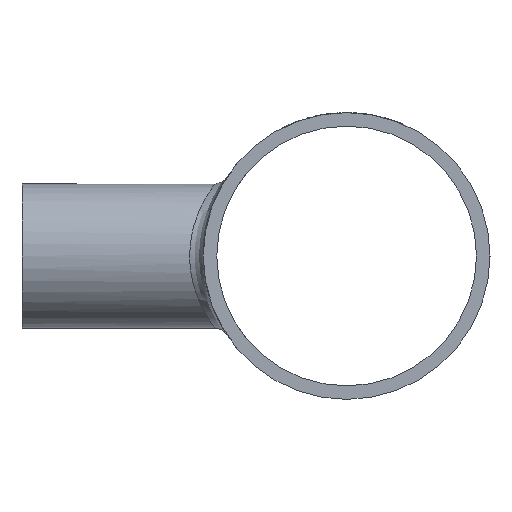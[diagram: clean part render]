
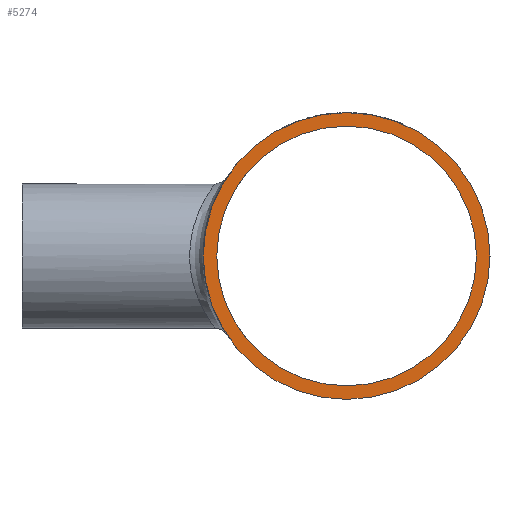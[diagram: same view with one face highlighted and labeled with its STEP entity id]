
A CAD part, left-side view. The second image highlights one B-rep face of the part: STEP entity #5274.
In plain terms, the highlighted planar face has unit normal (-1, 0, 0).
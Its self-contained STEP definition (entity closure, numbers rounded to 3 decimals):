
#156 = VERTEX_POINT ( 'NONE', #1467 ) ;
#336 = CARTESIAN_POINT ( 'NONE',  ( -48., 0., 0. ) ) ;
#1467 = CARTESIAN_POINT ( 'NONE',  ( -48., 0., 21.2 ) ) ;
#1512 = CARTESIAN_POINT ( 'NONE',  ( -48., 0., 0. ) ) ;
#2549 = DIRECTION ( 'NONE',  ( 0., 0., 1. ) ) ;
#2687 = ORIENTED_EDGE ( 'NONE', *, *, #3388, .F. ) ;
#3229 = EDGE_LOOP ( 'NONE', ( #10719 ) ) ;
#3388 = EDGE_CURVE ( 'NONE', #5835, #5835, #7345, .T. ) ;
#4584 = DIRECTION ( 'NONE',  ( -1., 0., 0. ) ) ;
#4803 = EDGE_CURVE ( 'NONE', #156, #156, #13643, .T. ) ;
#5021 = AXIS2_PLACEMENT_3D ( 'NONE', #11788, #7420, #8478 ) ;
#5207 = EDGE_LOOP ( 'NONE', ( #2687 ) ) ;
#5274 = ADVANCED_FACE ( 'NONE', ( #12965, #10125 ), #5335, .T. ) ;
#5335 = PLANE ( 'NONE',  #5021 ) ;
#5835 = VERTEX_POINT ( 'NONE', #10908 ) ;
#7345 = CIRCLE ( 'NONE', #11349, 19.2 ) ;
#7420 = DIRECTION ( 'NONE',  ( -1., 0., 0. ) ) ;
#8478 = DIRECTION ( 'NONE',  ( 0., 0., 1. ) ) ;
#9991 = DIRECTION ( 'NONE',  ( 0., 0., 1. ) ) ;
#10125 = FACE_OUTER_BOUND ( 'NONE', #3229, .T. ) ;
#10719 = ORIENTED_EDGE ( 'NONE', *, *, #4803, .T. ) ;
#10908 = CARTESIAN_POINT ( 'NONE',  ( -48., 0., 19.2 ) ) ;
#11195 = DIRECTION ( 'NONE',  ( -1., 0., 0. ) ) ;
#11349 = AXIS2_PLACEMENT_3D ( 'NONE', #1512, #11195, #9991 ) ;
#11788 = CARTESIAN_POINT ( 'NONE',  ( -48., 0., 0. ) ) ;
#11873 = AXIS2_PLACEMENT_3D ( 'NONE', #336, #4584, #2549 ) ;
#12965 = FACE_BOUND ( 'NONE', #5207, .T. ) ;
#13643 = CIRCLE ( 'NONE', #11873, 21.2 ) ;
